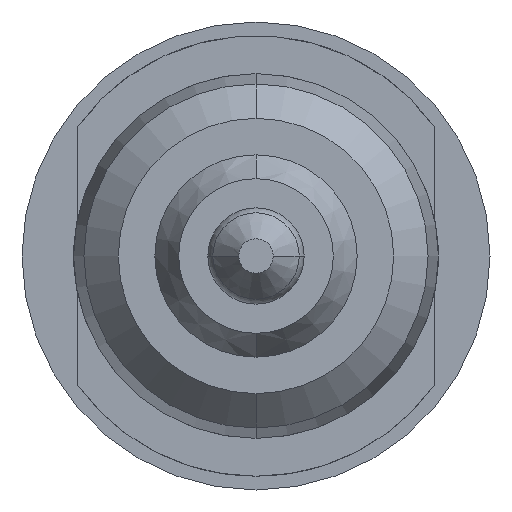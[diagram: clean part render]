
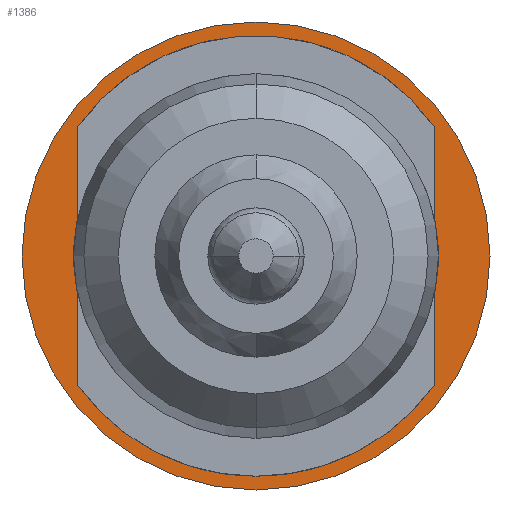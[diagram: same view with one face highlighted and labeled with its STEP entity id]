
A CAD part, front view. The second image highlights one B-rep face of the part: STEP entity #1386.
In plain terms, the highlighted planar face has unit normal (0, -1, 0).
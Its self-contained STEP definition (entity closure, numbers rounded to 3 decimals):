
#5 = EDGE_CURVE ( 'Defeature ausgef�hrt2_40+Defeature ausgef�hrt2_45+Defeature ausgef�hrt2_41+Defeature ausgef�hrt2_36', #4000, #3314, #4108, .T. ) ;
#21 = ORIENTED_EDGE ( 'NONE', *, *, #4172, .F. ) ;
#82 = VERTEX_POINT ( 'NONE', #2900 ) ;
#117 = CARTESIAN_POINT ( 'NONE',  ( 0.5, 33.4, -1.308 ) ) ;
#175 = DIRECTION ( 'NONE',  ( 0., 0., -1. ) ) ;
#251 = ORIENTED_EDGE ( 'NONE', *, *, #744, .F. ) ;
#254 = PLANE ( 'NONE',  #4608 ) ;
#293 = CARTESIAN_POINT ( 'NONE',  ( 0.5, 33.4, -10. ) ) ;
#477 = CARTESIAN_POINT ( 'NONE',  ( -0.5, 33.4, -1.308 ) ) ;
#582 = VERTEX_POINT ( 'NONE', #1718 ) ;
#629 = EDGE_CURVE ( 'Defeature ausgef�hrt2_44+Defeature ausgef�hrt2_40+Defeature ausgef�hrt2_41+Defeature ausgef�hrt2_36', #815, #3682, #1526, .T. ) ;
#636 = DIRECTION ( 'NONE',  ( 0., 0., -1. ) ) ;
#652 = EDGE_LOOP ( 'NONE', ( #251, #5038, #4160, #3688, #1118 ) ) ;
#670 = AXIS2_PLACEMENT_3D ( 'NONE', #739, #2055, #720 ) ;
#703 = DIRECTION ( 'NONE',  ( 0., -1., 0. ) ) ;
#720 = DIRECTION ( 'NONE',  ( 0., 0., -1. ) ) ;
#739 = CARTESIAN_POINT ( 'NONE',  ( 0., 33.4, 0. ) ) ;
#744 = EDGE_CURVE ( 'Defeature ausgef�hrt2_41+Defeature ausgef�hrt2_40+Defeature ausgef�hrt2_45+Defeature ausgef�hrt2_44', #4000, #582, #4392, .T. ) ;
#815 = VERTEX_POINT ( 'NONE', #117 ) ;
#843 = CIRCLE ( 'NONE', #1806, 1.4 ) ;
#1029 = EDGE_LOOP ( 'NONE', ( #1529, #5195 ) ) ;
#1031 = DIRECTION ( 'NONE',  ( 0., -1., 0. ) ) ;
#1050 = VERTEX_POINT ( 'NONE', #1281 ) ;
#1056 = DIRECTION ( 'NONE',  ( 0., 0., -1. ) ) ;
#1060 = DIRECTION ( 'NONE',  ( 0., 0., -1. ) ) ;
#1110 = CARTESIAN_POINT ( 'NONE',  ( 0., 33.4, 0. ) ) ;
#1118 = ORIENTED_EDGE ( 'NONE', *, *, #4534, .F. ) ;
#1196 = FACE_BOUND ( 'NONE', #652, .T. ) ;
#1281 = CARTESIAN_POINT ( 'NONE',  ( 0., 33.4, 1.7 ) ) ;
#1386 = ADVANCED_FACE ( 'Defeature ausgef�hrt2_40', ( #3573, #3498, #1196, #2353 ), #254, .T. ) ;
#1433 = CARTESIAN_POINT ( 'NONE',  ( 0., 33.4, 0. ) ) ;
#1441 = CARTESIAN_POINT ( 'NONE',  ( -0.5, 33.4, -10. ) ) ;
#1455 = ORIENTED_EDGE ( 'NONE', *, *, #5000, .T. ) ;
#1514 = DIRECTION ( 'NONE',  ( 0., 0., -1. ) ) ;
#1526 = LINE ( 'NONE', #293, #5045 ) ;
#1529 = ORIENTED_EDGE ( 'NONE', *, *, #4576, .F. ) ;
#1576 = VERTEX_POINT ( 'NONE', #4148 ) ;
#1632 = CARTESIAN_POINT ( 'NONE',  ( 0., 33.4, 0. ) ) ;
#1718 = CARTESIAN_POINT ( 'NONE',  ( 0., 33.4, -1.4 ) ) ;
#1734 = EDGE_CURVE ( 'Defeature ausgef�hrt2_34+Defeature ausgef�hrt2_40+Defeature ausgef�hrt2_33+Defeature ausgef�hrt2_33', #4624, #1576, #4204, .T. ) ;
#1806 = AXIS2_PLACEMENT_3D ( 'NONE', #4749, #5632, #1056 ) ;
#1972 = CARTESIAN_POINT ( 'NONE',  ( 0.5, 33.4, 1.308 ) ) ;
#1973 = CARTESIAN_POINT ( 'NONE',  ( 0.55, 33.4, 0. ) ) ;
#2013 = CARTESIAN_POINT ( 'NONE',  ( 1.4, 33.4, 0. ) ) ;
#2018 = CARTESIAN_POINT ( 'NONE',  ( 0., 33.4, 0. ) ) ;
#2055 = DIRECTION ( 'NONE',  ( 0., -1., 0. ) ) ;
#2168 = DIRECTION ( 'NONE',  ( 0., 0., 1. ) ) ;
#2301 = CIRCLE ( 'NONE', #2366, 1.05 ) ;
#2353 = FACE_OUTER_BOUND ( 'NONE', #5117, .T. ) ;
#2366 = AXIS2_PLACEMENT_3D ( 'NONE', #1110, #2513, #636 ) ;
#2400 = DIRECTION ( 'NONE',  ( 0., 0., -1. ) ) ;
#2439 = VERTEX_POINT ( 'NONE', #5579 ) ;
#2506 = DIRECTION ( 'NONE',  ( 0., 0., -1. ) ) ;
#2513 = DIRECTION ( 'NONE',  ( 0., -1., 0. ) ) ;
#2541 = CARTESIAN_POINT ( 'NONE',  ( -0.5, 33.4, 1.308 ) ) ;
#2611 = VECTOR ( 'NONE', #4658, 1000. ) ;
#2622 = ORIENTED_EDGE ( 'NONE', *, *, #3226, .T. ) ;
#2900 = CARTESIAN_POINT ( 'NONE',  ( -0.55, 33.4, 0.894 ) ) ;
#2952 = VERTEX_POINT ( 'NONE', #5822 ) ;
#2991 = CARTESIAN_POINT ( 'NONE',  ( 0., 33.4, 0. ) ) ;
#3000 = VECTOR ( 'NONE', #1060, 1000. ) ;
#3148 = EDGE_CURVE ( 'Defeature ausgef�hrt2_36+Defeature ausgef�hrt2_40+Defeature ausgef�hrt2_44+Defeature ausgef�hrt2_45', #3682, #3314, #843, .T. ) ;
#3170 = VECTOR ( 'NONE', #4747, 1000. ) ;
#3226 = EDGE_CURVE ( 'Defeature ausgef�hrt2_40+Defeature ausgef�hrt2_39+Defeature ausgef�hrt2_39+Defeature ausgef�hrt2_39', #2952, #1050, #3761, .T. ) ;
#3261 = EDGE_LOOP ( 'NONE', ( #4379, #21 ) ) ;
#3314 = VERTEX_POINT ( 'NONE', #2541 ) ;
#3479 = DIRECTION ( 'NONE',  ( 0., -1., 0. ) ) ;
#3488 = AXIS2_PLACEMENT_3D ( 'NONE', #2991, #5732, #5306 ) ;
#3498 = FACE_BOUND ( 'NONE', #3261, .T. ) ;
#3573 = FACE_BOUND ( 'NONE', #1029, .T. ) ;
#3682 = VERTEX_POINT ( 'NONE', #1972 ) ;
#3688 = ORIENTED_EDGE ( 'NONE', *, *, #629, .F. ) ;
#3761 = CIRCLE ( 'NONE', #3488, 1.7 ) ;
#4000 = VERTEX_POINT ( 'NONE', #477 ) ;
#4108 = LINE ( 'NONE', #1441, #2611 ) ;
#4148 = CARTESIAN_POINT ( 'NONE',  ( 0.55, 33.4, -0.894 ) ) ;
#4151 = CIRCLE ( 'NONE', #5242, 1.05 ) ;
#4160 = ORIENTED_EDGE ( 'NONE', *, *, #3148, .F. ) ;
#4172 = EDGE_CURVE ( 'Defeature ausgef�hrt2_35+Defeature ausgef�hrt2_40+Defeature ausgef�hrt2_33+Defeature ausgef�hrt2_33', #2439, #82, #5741, .T. ) ;
#4204 = LINE ( 'NONE', #1973, #3000 ) ;
#4335 = CARTESIAN_POINT ( 'NONE',  ( 0.55, 33.4, 0.894 ) ) ;
#4379 = ORIENTED_EDGE ( 'NONE', *, *, #4501, .F. ) ;
#4392 = CIRCLE ( 'NONE', #4405, 1.4 ) ;
#4405 = AXIS2_PLACEMENT_3D ( 'NONE', #1433, #4653, #2400 ) ;
#4501 = EDGE_CURVE ( 'Defeature ausgef�hrt2_33+Defeature ausgef�hrt2_40+Defeature ausgef�hrt2_35+Defeature ausgef�hrt2_35', #82, #2439, #4151, .T. ) ;
#4534 = EDGE_CURVE ( 'Defeature ausgef�hrt2_41+Defeature ausgef�hrt2_40+Defeature ausgef�hrt2_45+Defeature ausgef�hrt2_44', #582, #815, #5895, .T. ) ;
#4576 = EDGE_CURVE ( 'Defeature ausgef�hrt2_33+Defeature ausgef�hrt2_40+Defeature ausgef�hrt2_34+Defeature ausgef�hrt2_34', #1576, #4624, #2301, .T. ) ;
#4608 = AXIS2_PLACEMENT_3D ( 'NONE', #2013, #3479, #2506 ) ;
#4624 = VERTEX_POINT ( 'NONE', #4335 ) ;
#4653 = DIRECTION ( 'NONE',  ( 0., -1., 0. ) ) ;
#4658 = DIRECTION ( 'NONE',  ( 0., 0., 1. ) ) ;
#4731 = CIRCLE ( 'NONE', #670, 1.7 ) ;
#4747 = DIRECTION ( 'NONE',  ( 0., 0., 1. ) ) ;
#4749 = CARTESIAN_POINT ( 'NONE',  ( 0., 33.4, 0. ) ) ;
#4808 = CARTESIAN_POINT ( 'NONE',  ( -0.55, 33.4, 0. ) ) ;
#5000 = EDGE_CURVE ( 'Defeature ausgef�hrt2_40+Defeature ausgef�hrt2_39+Defeature ausgef�hrt2_39+Defeature ausgef�hrt2_39', #1050, #2952, #4731, .T. ) ;
#5038 = ORIENTED_EDGE ( 'NONE', *, *, #5, .T. ) ;
#5045 = VECTOR ( 'NONE', #2168, 1000. ) ;
#5117 = EDGE_LOOP ( 'NONE', ( #2622, #1455 ) ) ;
#5195 = ORIENTED_EDGE ( 'NONE', *, *, #1734, .F. ) ;
#5242 = AXIS2_PLACEMENT_3D ( 'NONE', #2018, #1031, #1514 ) ;
#5306 = DIRECTION ( 'NONE',  ( 0., 0., -1. ) ) ;
#5579 = CARTESIAN_POINT ( 'NONE',  ( -0.55, 33.4, -0.894 ) ) ;
#5632 = DIRECTION ( 'NONE',  ( 0., -1., 0. ) ) ;
#5732 = DIRECTION ( 'NONE',  ( 0., -1., 0. ) ) ;
#5741 = LINE ( 'NONE', #4808, #3170 ) ;
#5752 = AXIS2_PLACEMENT_3D ( 'NONE', #1632, #703, #175 ) ;
#5822 = CARTESIAN_POINT ( 'NONE',  ( 0., 33.4, -1.7 ) ) ;
#5895 = CIRCLE ( 'NONE', #5752, 1.4 ) ;
